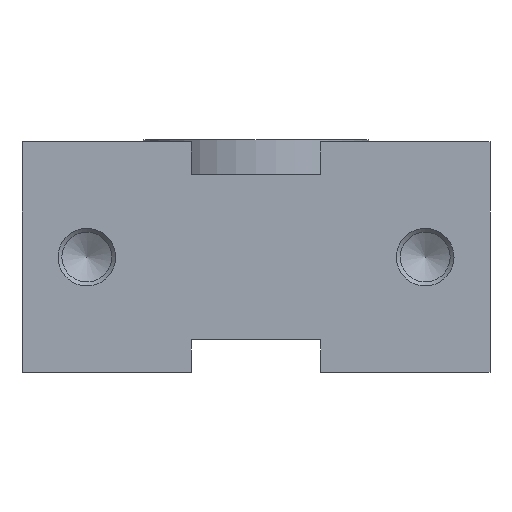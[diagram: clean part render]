
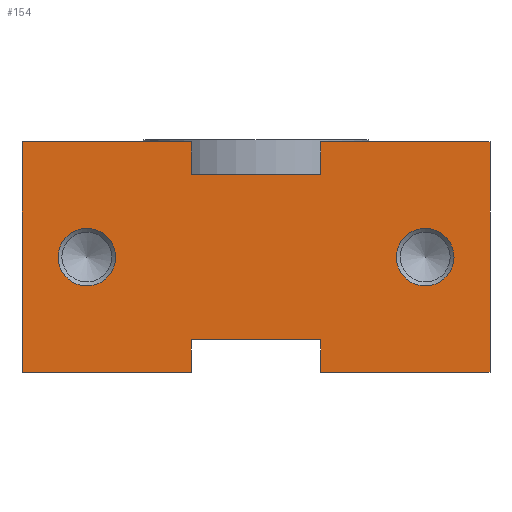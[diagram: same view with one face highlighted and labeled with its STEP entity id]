
A CAD part, front view. The second image highlights one B-rep face of the part: STEP entity #154.
In plain terms, the highlighted planar face has unit normal (0, -1, 0).
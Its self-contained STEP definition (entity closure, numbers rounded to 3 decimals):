
#154 = ADVANCED_FACE( '', ( #376, #377, #378 ), #379, .F. );
#376 = FACE_BOUND( '', #696, .T. );
#377 = FACE_BOUND( '', #697, .T. );
#378 = FACE_OUTER_BOUND( '', #698, .T. );
#379 = PLANE( '', #699 );
#696 = EDGE_LOOP( '', ( #1043 ) );
#697 = EDGE_LOOP( '', ( #1044 ) );
#698 = EDGE_LOOP( '', ( #1045, #1046, #1047, #1048, #1049, #1050, #1051, #1052, #1053, #1054, #1055, #1056 ) );
#699 = AXIS2_PLACEMENT_3D( '', #1057, #1058, #1059 );
#1043 = ORIENTED_EDGE( '', *, *, #1717, .T. );
#1044 = ORIENTED_EDGE( '', *, *, #1705, .T. );
#1045 = ORIENTED_EDGE( '', *, *, #1718, .F. );
#1046 = ORIENTED_EDGE( '', *, *, #1719, .F. );
#1047 = ORIENTED_EDGE( '', *, *, #1720, .F. );
#1048 = ORIENTED_EDGE( '', *, *, #1721, .F. );
#1049 = ORIENTED_EDGE( '', *, *, #1722, .F. );
#1050 = ORIENTED_EDGE( '', *, *, #1723, .F. );
#1051 = ORIENTED_EDGE( '', *, *, #1679, .F. );
#1052 = ORIENTED_EDGE( '', *, *, #1724, .F. );
#1053 = ORIENTED_EDGE( '', *, *, #1725, .F. );
#1054 = ORIENTED_EDGE( '', *, *, #1726, .F. );
#1055 = ORIENTED_EDGE( '', *, *, #1674, .F. );
#1056 = ORIENTED_EDGE( '', *, *, #1727, .F. );
#1057 = CARTESIAN_POINT( '', ( 0., -57.2, 0. ) );
#1058 = DIRECTION( '', ( 0., 1., 0. ) );
#1059 = DIRECTION( '', ( 0., 0., 1. ) );
#1674 = EDGE_CURVE( '', #1936, #1937, #1938, .T. );
#1679 = EDGE_CURVE( '', #1945, #1946, #1947, .T. );
#1705 = EDGE_CURVE( '', #1987, #1987, #1988, .T. );
#1717 = EDGE_CURVE( '', #2008, #2008, #2009, .T. );
#1718 = EDGE_CURVE( '', #2010, #2011, #2012, .T. );
#1719 = EDGE_CURVE( '', #2013, #2010, #2014, .T. );
#1720 = EDGE_CURVE( '', #2015, #2013, #2016, .T. );
#1721 = EDGE_CURVE( '', #2017, #2015, #2018, .T. );
#1722 = EDGE_CURVE( '', #2019, #2017, #2020, .T. );
#1723 = EDGE_CURVE( '', #1946, #2019, #2021, .T. );
#1724 = EDGE_CURVE( '', #2022, #1945, #2023, .T. );
#1725 = EDGE_CURVE( '', #2024, #2022, #2025, .T. );
#1726 = EDGE_CURVE( '', #1937, #2024, #2026, .T. );
#1727 = EDGE_CURVE( '', #2011, #1936, #2027, .T. );
#1936 = VERTEX_POINT( '', #2315 );
#1937 = VERTEX_POINT( '', #2316 );
#1938 = LINE( '', #2317, #2318 );
#1945 = VERTEX_POINT( '', #2328 );
#1946 = VERTEX_POINT( '', #2329 );
#1947 = LINE( '', #2330, #2331 );
#1987 = VERTEX_POINT( '', #2384 );
#1988 = CIRCLE( '', #2385, 8. );
#2008 = VERTEX_POINT( '', #2423 );
#2009 = CIRCLE( '', #2424, 8. );
#2010 = VERTEX_POINT( '', #2425 );
#2011 = VERTEX_POINT( '', #2426 );
#2012 = LINE( '', #2427, #2428 );
#2013 = VERTEX_POINT( '', #2429 );
#2014 = LINE( '', #2430, #2431 );
#2015 = VERTEX_POINT( '', #2432 );
#2016 = LINE( '', #2433, #2434 );
#2017 = VERTEX_POINT( '', #2435 );
#2018 = LINE( '', #2436, #2437 );
#2019 = VERTEX_POINT( '', #2438 );
#2020 = LINE( '', #2439, #2440 );
#2021 = LINE( '', #2441, #2442 );
#2022 = VERTEX_POINT( '', #2443 );
#2023 = LINE( '', #2444, #2445 );
#2024 = VERTEX_POINT( '', #2446 );
#2025 = LINE( '', #2447, #2448 );
#2026 = LINE( '', #2449, #2450 );
#2027 = LINE( '', #2451, #2452 );
#2315 = CARTESIAN_POINT( '', ( -18., -57.2, 32. ) );
#2316 = CARTESIAN_POINT( '', ( -18., -57.2, 23. ) );
#2317 = CARTESIAN_POINT( '', ( -18., -57.2, 32. ) );
#2318 = VECTOR( '', #3237, 1000. );
#2328 = CARTESIAN_POINT( '', ( 65., -57.2, 32. ) );
#2329 = CARTESIAN_POINT( '', ( 65., -57.2, -32. ) );
#2330 = CARTESIAN_POINT( '', ( 65., -57.2, 32. ) );
#2331 = VECTOR( '', #3241, 1000. );
#2384 = CARTESIAN_POINT( '', ( -47., -57.2, 8. ) );
#2385 = AXIS2_PLACEMENT_3D( '', #3270, #3271, #3272 );
#2423 = CARTESIAN_POINT( '', ( 47., -57.2, 8. ) );
#2424 = AXIS2_PLACEMENT_3D( '', #3281, #3282, #3283 );
#2425 = CARTESIAN_POINT( '', ( -65., -57.2, -32. ) );
#2426 = CARTESIAN_POINT( '', ( -65., -57.2, 32. ) );
#2427 = CARTESIAN_POINT( '', ( -65., -57.2, -32. ) );
#2428 = VECTOR( '', #3284, 1000. );
#2429 = CARTESIAN_POINT( '', ( -18., -57.2, -32. ) );
#2430 = CARTESIAN_POINT( '', ( -18., -57.2, -32. ) );
#2431 = VECTOR( '', #3285, 1000. );
#2432 = CARTESIAN_POINT( '', ( -18., -57.2, -23. ) );
#2433 = CARTESIAN_POINT( '', ( -18., -57.2, -23. ) );
#2434 = VECTOR( '', #3286, 1000. );
#2435 = CARTESIAN_POINT( '', ( 18., -57.2, -23. ) );
#2436 = CARTESIAN_POINT( '', ( 18., -57.2, -23. ) );
#2437 = VECTOR( '', #3287, 1000. );
#2438 = CARTESIAN_POINT( '', ( 18., -57.2, -32. ) );
#2439 = CARTESIAN_POINT( '', ( 18., -57.2, -32. ) );
#2440 = VECTOR( '', #3288, 1000. );
#2441 = CARTESIAN_POINT( '', ( 65., -57.2, -32. ) );
#2442 = VECTOR( '', #3289, 1000. );
#2443 = CARTESIAN_POINT( '', ( 18., -57.2, 32. ) );
#2444 = CARTESIAN_POINT( '', ( 18., -57.2, 32. ) );
#2445 = VECTOR( '', #3290, 1000. );
#2446 = CARTESIAN_POINT( '', ( 18., -57.2, 23. ) );
#2447 = CARTESIAN_POINT( '', ( 18., -57.2, 23. ) );
#2448 = VECTOR( '', #3291, 1000. );
#2449 = CARTESIAN_POINT( '', ( -18., -57.2, 23. ) );
#2450 = VECTOR( '', #3292, 1000. );
#2451 = CARTESIAN_POINT( '', ( -65., -57.2, 32. ) );
#2452 = VECTOR( '', #3293, 1000. );
#3237 = DIRECTION( '', ( 0., 0., -1. ) );
#3241 = DIRECTION( '', ( 0., 0., -1. ) );
#3270 = CARTESIAN_POINT( '', ( -47., -57.2, 0. ) );
#3271 = DIRECTION( '', ( 0., 1., 0. ) );
#3272 = DIRECTION( '', ( 0., 0., 1. ) );
#3281 = CARTESIAN_POINT( '', ( 47., -57.2, 0. ) );
#3282 = DIRECTION( '', ( 0., 1., 0. ) );
#3283 = DIRECTION( '', ( 0., 0., 1. ) );
#3284 = DIRECTION( '', ( 0., 0., 1. ) );
#3285 = DIRECTION( '', ( -1., 0., 0. ) );
#3286 = DIRECTION( '', ( 0., 0., -1. ) );
#3287 = DIRECTION( '', ( -1., 0., 0. ) );
#3288 = DIRECTION( '', ( 0., 0., 1. ) );
#3289 = DIRECTION( '', ( -1., 0., 0. ) );
#3290 = DIRECTION( '', ( 1., 0., 0. ) );
#3291 = DIRECTION( '', ( 0., 0., 1. ) );
#3292 = DIRECTION( '', ( 1., 0., 0. ) );
#3293 = DIRECTION( '', ( 1., 0., 0. ) );
